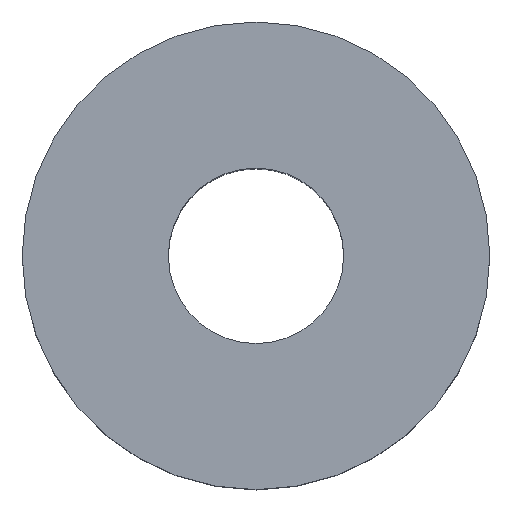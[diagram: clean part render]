
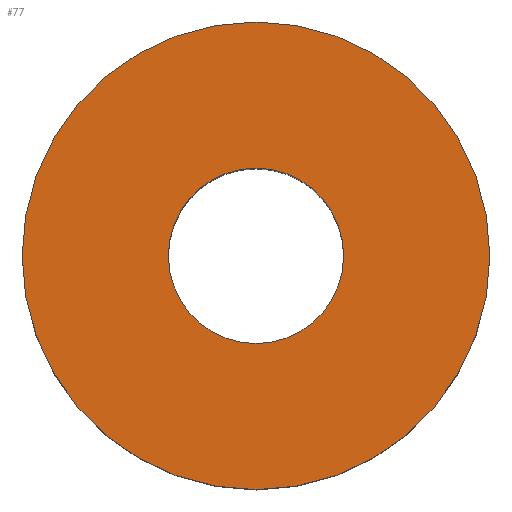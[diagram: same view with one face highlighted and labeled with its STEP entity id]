
A CAD part, top view. The second image highlights one B-rep face of the part: STEP entity #77.
In plain terms, the highlighted planar face has unit normal (0, 0, 1).
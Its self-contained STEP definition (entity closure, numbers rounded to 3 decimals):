
#77 = ADVANCED_FACE( '', ( #88, #89 ), #90, .F. );
#88 = FACE_OUTER_BOUND( '', #106, .T. );
#89 = FACE_BOUND( '', #107, .T. );
#90 = PLANE( '', #108 );
#106 = EDGE_LOOP( '', ( #128 ) );
#107 = EDGE_LOOP( '', ( #129 ) );
#108 = AXIS2_PLACEMENT_3D( '', #130, #131, #132 );
#128 = ORIENTED_EDGE( '', *, *, #151, .F. );
#129 = ORIENTED_EDGE( '', *, *, #152, .T. );
#130 = CARTESIAN_POINT( '', ( 0., 0., 16. ) );
#131 = DIRECTION( '', ( 0., 0., -1. ) );
#132 = DIRECTION( '', ( -1., 0., 0. ) );
#151 = EDGE_CURVE( '', #160, #160, #161, .T. );
#152 = EDGE_CURVE( '', #162, #162, #163, .T. );
#160 = VERTEX_POINT( '', #172 );
#161 = CIRCLE( '', #173, 8. );
#162 = VERTEX_POINT( '', #174 );
#163 = CIRCLE( '', #175, 3. );
#172 = CARTESIAN_POINT( '', ( 8., 0., 16. ) );
#173 = AXIS2_PLACEMENT_3D( '', #187, #188, #189 );
#174 = CARTESIAN_POINT( '', ( 3., 0., 16. ) );
#175 = AXIS2_PLACEMENT_3D( '', #190, #191, #192 );
#187 = CARTESIAN_POINT( '', ( 0., 0., 16. ) );
#188 = DIRECTION( '', ( 0., 0., -1. ) );
#189 = DIRECTION( '', ( 1., 0., 0. ) );
#190 = CARTESIAN_POINT( '', ( 0., 0., 16. ) );
#191 = DIRECTION( '', ( 0., 0., -1. ) );
#192 = DIRECTION( '', ( 1., 0., 0. ) );
